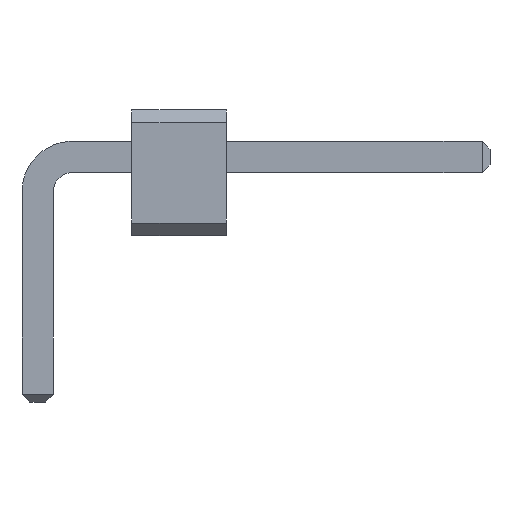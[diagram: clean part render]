
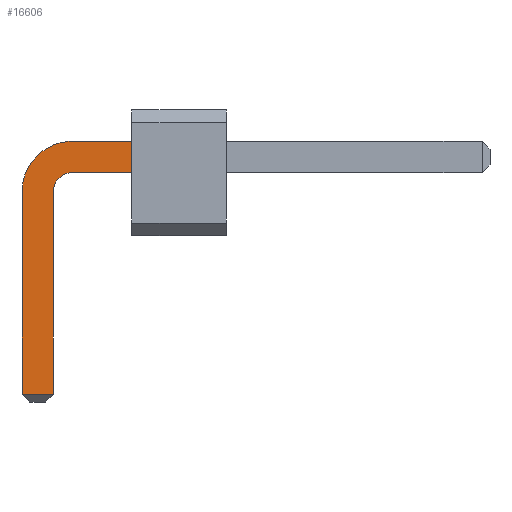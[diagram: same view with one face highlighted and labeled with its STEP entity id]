
A CAD part, front view. The second image highlights one B-rep face of the part: STEP entity #16606.
In plain terms, the highlighted planar face has unit normal (0, -1, 0).
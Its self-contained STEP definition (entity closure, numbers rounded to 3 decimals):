
#5516 = VERTEX_POINT('',#5517);
#5517 = CARTESIAN_POINT('',(1.5,-70.25,0.75));
#5532 = VERTEX_POINT('',#5533);
#5533 = CARTESIAN_POINT('',(1.5,-70.25,1.25));
#5539 = EDGE_CURVE('',#5532,#5516,#5540,.T.);
#5540 = LINE('',#5541,#5542);
#5541 = CARTESIAN_POINT('',(1.5,-70.25,0.499));
#5542 = VECTOR('',#5543,1.);
#5543 = DIRECTION('',(0.,0.,-1.));
#16588 = EDGE_CURVE('',#5516,#16589,#16591,.T.);
#16589 = VERTEX_POINT('',#16590);
#16590 = CARTESIAN_POINT('',(0.5,-70.25,0.75));
#16591 = LINE('',#16592,#16593);
#16592 = CARTESIAN_POINT('',(7.2,-70.25,0.75));
#16593 = VECTOR('',#16594,1.);
#16594 = DIRECTION('',(-1.,0.,0.));
#16606 = ADVANCED_FACE('',(#16607),#16659,.F.);
#16607 = FACE_BOUND('',#16608,.F.);
#16608 = EDGE_LOOP('',(#16609,#16610,#16611,#16620,#16628,#16636,#16644,
#16653));
#16609 = ORIENTED_EDGE('',*,*,#5539,.T.);
#16610 = ORIENTED_EDGE('',*,*,#16588,.T.);
#16611 = ORIENTED_EDGE('',*,*,#16612,.T.);
#16612 = EDGE_CURVE('',#16589,#16613,#16615,.T.);
#16613 = VERTEX_POINT('',#16614);
#16614 = CARTESIAN_POINT('',(0.25,-70.25,0.5));
#16615 = CIRCLE('',#16616,0.324);
#16616 = AXIS2_PLACEMENT_3D('',#16617,#16618,#16619);
#16617 = CARTESIAN_POINT('',(0.567,-70.25,0.433));
#16618 = DIRECTION('',(0.,-1.,0.));
#16619 = DIRECTION('',(-0.207,0.,0.978
));
#16620 = ORIENTED_EDGE('',*,*,#16621,.T.);
#16621 = EDGE_CURVE('',#16613,#16622,#16624,.T.);
#16622 = VERTEX_POINT('',#16623);
#16623 = CARTESIAN_POINT('',(0.25,-70.25,-2.775));
#16624 = LINE('',#16625,#16626);
#16625 = CARTESIAN_POINT('',(0.25,-70.25,0.5));
#16626 = VECTOR('',#16627,1.);
#16627 = DIRECTION('',(0.,0.,-1.));
#16628 = ORIENTED_EDGE('',*,*,#16629,.T.);
#16629 = EDGE_CURVE('',#16622,#16630,#16632,.T.);
#16630 = VERTEX_POINT('',#16631);
#16631 = CARTESIAN_POINT('',(-0.25,-70.25,-2.775));
#16632 = LINE('',#16633,#16634);
#16633 = CARTESIAN_POINT('',(0.25,-70.25,-2.775));
#16634 = VECTOR('',#16635,1.);
#16635 = DIRECTION('',(-1.,0.,0.));
#16636 = ORIENTED_EDGE('',*,*,#16637,.T.);
#16637 = EDGE_CURVE('',#16630,#16638,#16640,.T.);
#16638 = VERTEX_POINT('',#16639);
#16639 = CARTESIAN_POINT('',(-0.25,-70.25,0.5));
#16640 = LINE('',#16641,#16642);
#16641 = CARTESIAN_POINT('',(-0.25,-70.25,-2.9));
#16642 = VECTOR('',#16643,1.);
#16643 = DIRECTION('',(0.,0.,1.));
#16644 = ORIENTED_EDGE('',*,*,#16645,.T.);
#16645 = EDGE_CURVE('',#16638,#16646,#16648,.T.);
#16646 = VERTEX_POINT('',#16647);
#16647 = CARTESIAN_POINT('',(0.5,-70.25,1.25));
#16648 = CIRCLE('',#16649,0.808);
#16649 = AXIS2_PLACEMENT_3D('',#16650,#16651,#16652);
#16650 = CARTESIAN_POINT('',(0.556,-70.25,0.444));
#16651 = DIRECTION('',(0.,1.,0.));
#16652 = DIRECTION('',(-0.998,0.,
0.069));
#16653 = ORIENTED_EDGE('',*,*,#16654,.T.);
#16654 = EDGE_CURVE('',#16646,#5532,#16655,.T.);
#16655 = LINE('',#16656,#16657);
#16656 = CARTESIAN_POINT('',(0.5,-70.25,1.25));
#16657 = VECTOR('',#16658,1.);
#16658 = DIRECTION('',(1.,0.,0.));
#16659 = PLANE('',#16660);
#16660 = AXIS2_PLACEMENT_3D('',#16661,#16662,#16663);
#16661 = CARTESIAN_POINT('',(2.437,-70.25,0.248));
#16662 = DIRECTION('',(0.,1.,-0.));
#16663 = DIRECTION('',(0.,0.,-1.));
